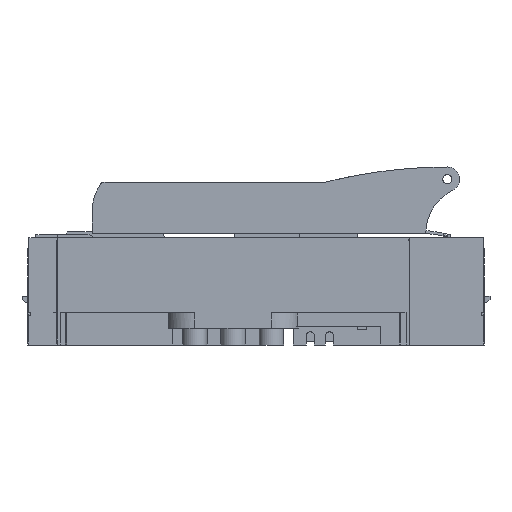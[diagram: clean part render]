
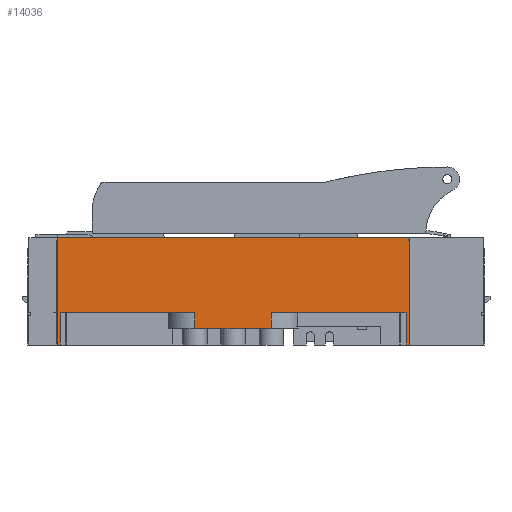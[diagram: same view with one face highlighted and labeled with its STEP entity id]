
A CAD part, front view. The second image highlights one B-rep face of the part: STEP entity #14036.
In plain terms, the highlighted planar face has unit normal (0, -1, 0).
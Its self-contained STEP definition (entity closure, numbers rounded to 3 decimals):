
#893=DIRECTION('',(-1.,0.,0.));
#894=VECTOR('',#893,2.);
#895=CARTESIAN_POINT('',(-113.,-91.75,0.));
#896=LINE('',#895,#894);
#1205=DIRECTION('',(0.,0.,-1.));
#1206=VECTOR('',#1205,10.);
#1207=CARTESIAN_POINT('',(25.,-91.75,21.));
#1208=LINE('',#1207,#1206);
#3047=DIRECTION('',(0.,0.,-1.));
#3048=VECTOR('',#3047,70.);
#3049=CARTESIAN_POINT('',(115.,-91.75,70.));
#3050=LINE('',#3049,#3048);
#3663=DIRECTION('',(-1.,0.,0.));
#3664=VECTOR('',#3663,2.);
#3665=CARTESIAN_POINT('',(115.,-91.75,0.));
#3666=LINE('',#3665,#3664);
#4245=DIRECTION('',(0.,0.,-1.));
#4246=VECTOR('',#4245,70.);
#4247=CARTESIAN_POINT('',(-115.,-91.75,70.));
#4248=LINE('',#4247,#4246);
#4252=DIRECTION('',(-1.,0.,0.));
#4253=VECTOR('',#4252,230.);
#4254=CARTESIAN_POINT('',(115.,-91.75,70.));
#4255=LINE('',#4254,#4253);
#4259=DIRECTION('',(0.,0.,-1.));
#4260=VECTOR('',#4259,21.);
#4261=CARTESIAN_POINT('',(113.,-91.75,21.));
#4262=LINE('',#4261,#4260);
#4266=DIRECTION('',(1.,0.,0.));
#4267=VECTOR('',#4266,88.);
#4268=CARTESIAN_POINT('',(25.,-91.75,21.));
#4269=LINE('',#4268,#4267);
#4273=DIRECTION('',(1.,0.,0.));
#4274=VECTOR('',#4273,50.);
#4275=CARTESIAN_POINT('',(-25.,-91.75,11.));
#4276=LINE('',#4275,#4274);
#4280=DIRECTION('',(1.,0.,0.));
#4281=VECTOR('',#4280,88.);
#4282=CARTESIAN_POINT('',(-113.,-91.75,21.));
#4283=LINE('',#4282,#4281);
#4287=DIRECTION('',(0.,0.,-1.));
#4288=VECTOR('',#4287,21.);
#4289=CARTESIAN_POINT('',(-113.,-91.75,21.));
#4290=LINE('',#4289,#4288);
#4396=DIRECTION('',(0.,0.,1.));
#4397=VECTOR('',#4396,10.);
#4398=CARTESIAN_POINT('',(-25.,-91.75,11.));
#4399=LINE('',#4398,#4397);
#9445=CARTESIAN_POINT('',(-113.,-91.75,0.));
#9446=VERTEX_POINT('',#9445);
#9447=CARTESIAN_POINT('',(-115.,-91.75,0.));
#9448=VERTEX_POINT('',#9447);
#9662=CARTESIAN_POINT('',(-113.,-91.75,21.));
#9663=VERTEX_POINT('',#9662);
#9664=CARTESIAN_POINT('',(-25.,-91.75,21.));
#9665=VERTEX_POINT('',#9664);
#9666=CARTESIAN_POINT('',(-25.,-91.75,11.));
#9667=VERTEX_POINT('',#9666);
#9668=CARTESIAN_POINT('',(25.,-91.75,11.));
#9669=VERTEX_POINT('',#9668);
#9670=CARTESIAN_POINT('',(25.,-91.75,21.));
#9671=VERTEX_POINT('',#9670);
#9672=CARTESIAN_POINT('',(113.,-91.75,21.));
#9673=VERTEX_POINT('',#9672);
#9674=CARTESIAN_POINT('',(113.,-91.75,0.));
#9675=VERTEX_POINT('',#9674);
#9676=CARTESIAN_POINT('',(115.,-91.75,0.));
#9677=VERTEX_POINT('',#9676);
#9678=CARTESIAN_POINT('',(115.,-91.75,70.));
#9679=VERTEX_POINT('',#9678);
#9680=CARTESIAN_POINT('',(-115.,-91.75,70.));
#9681=VERTEX_POINT('',#9680);
#14012=CARTESIAN_POINT('',(0.,-91.75,0.));
#14013=DIRECTION('',(0.,1.,0.));
#14014=DIRECTION('',(0.,0.,1.));
#14015=AXIS2_PLACEMENT_3D('',#14012,#14013,#14014);
#14016=PLANE('',#14015);
#14018=ORIENTED_EDGE('',*,*,#14017,.T.);
#14019=ORIENTED_EDGE('',*,*,#11611,.T.);
#14021=ORIENTED_EDGE('',*,*,#14020,.F.);
#14023=ORIENTED_EDGE('',*,*,#14022,.F.);
#14024=ORIENTED_EDGE('',*,*,#13080,.T.);
#14025=ORIENTED_EDGE('',*,*,#13513,.T.);
#14026=ORIENTED_EDGE('',*,*,#14006,.F.);
#14027=ORIENTED_EDGE('',*,*,#11859,.F.);
#14028=ORIENTED_EDGE('',*,*,#11787,.T.);
#14029=ORIENTED_EDGE('',*,*,#11743,.F.);
#14031=ORIENTED_EDGE('',*,*,#14030,.T.);
#14033=ORIENTED_EDGE('',*,*,#14032,.F.);
#14034=EDGE_LOOP('',(#14018,#14019,#14021,#14023,#14024,#14025,#14026,#14027,
#14028,#14029,#14031,#14033));
#14035=FACE_OUTER_BOUND('',#14034,.F.);
#11611=EDGE_CURVE('',#9446,#9448,#896,.T.);
#11743=EDGE_CURVE('',#9667,#9669,#4276,.T.);
#11787=EDGE_CURVE('',#9671,#9669,#1208,.T.);
#11859=EDGE_CURVE('',#9671,#9673,#4269,.T.);
#13080=EDGE_CURVE('',#9679,#9677,#3050,.T.);
#13513=EDGE_CURVE('',#9677,#9675,#3666,.T.);
#14006=EDGE_CURVE('',#9673,#9675,#4262,.T.);
#14017=EDGE_CURVE('',#9663,#9446,#4290,.T.);
#14020=EDGE_CURVE('',#9681,#9448,#4248,.T.);
#14022=EDGE_CURVE('',#9679,#9681,#4255,.T.);
#14030=EDGE_CURVE('',#9667,#9665,#4399,.T.);
#14032=EDGE_CURVE('',#9663,#9665,#4283,.T.);
#14036=ADVANCED_FACE('',(#14035),#14016,.F.);
